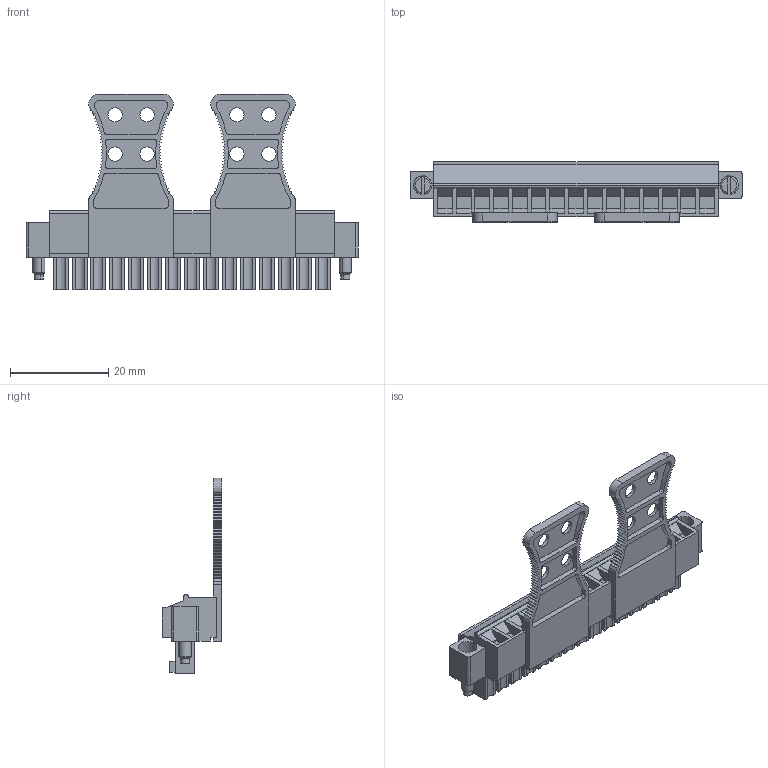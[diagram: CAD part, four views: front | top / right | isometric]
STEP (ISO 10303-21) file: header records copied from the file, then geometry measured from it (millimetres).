
FILE_DESCRIPTION(('CATIA V5 STEP Exchange','CAx-IF Rec.Pracs.--- Model Styling and Organization---1.2---2011-12-15'),'2;1');
FILE_NAME ('D1450076_0_1236680000_1236680000.stp','2018-09-19T14:08:08+00:00',('none'),('Weidmueller'),'CATIA Version 5-6 Release 2014','CATIA V5 STEP AP214','none');
FILE_SCHEMA(('AUTOMOTIVE_DESIGN { 1 0 10303 214 1 1 1 1 }'));
Length unit declared in the file: millimetre
Products named in the file (1): 1236680000
Bounding box: 67.54 x 12.2 x 39.75 mm (x, y, z)
Volume: 6935.3 mm3; surface area: 8034.1 mm2
Topology: 5 solids, 5 shells, 856 faces, 2308 edges, 1532 vertices
Faces by surface type: plane 648, cylinder 162, cone 38, torus 8
Entity records: 24695 total; most frequent: ORIENTED_EDGE 4616, CARTESIAN_POINT 4404, DIRECTION 3362, EDGE_CURVE 2308, VECTOR 1892, LINE 1892, VERTEX_POINT 1532, EDGE_LOOP 946
